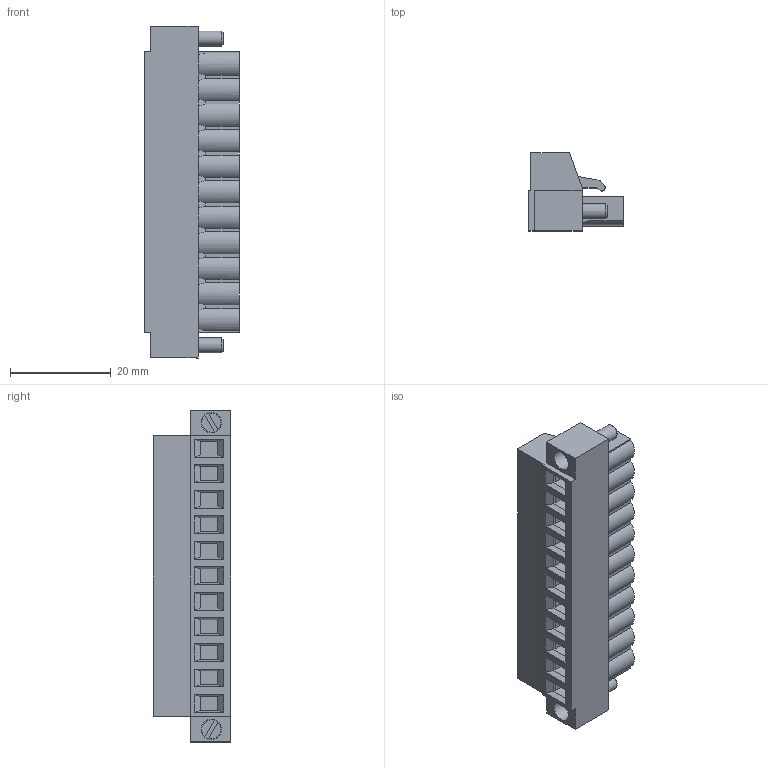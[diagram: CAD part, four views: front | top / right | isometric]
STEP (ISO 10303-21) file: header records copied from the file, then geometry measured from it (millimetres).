
FILE_DESCRIPTION( ( 'STEP AP214' ), '1' );
FILE_NAME( 'SH11-5,08-K.stp', ' ', ( ' ' ), ( ' ' ), 'PSStep 14.0', 'VISI 19.0', ' ' );
FILE_SCHEMA( ( 'AUTOMOTIVE_DESIGN { 1 0 10303 214 1 1 1 1 }' ) );
Length unit declared in the file: millimetre
Products named in the file (1): 1
Bounding box: 18.85 x 15.5 x 66.04 mm (x, y, z)
Volume: 10273.4 mm3; surface area: 7062.7 mm2
Topology: 1 solids, 1 shells, 440 faces, 1055 edges, 692 vertices
Faces by surface type: plane 331, cylinder 85, cone 24
Full cylindrical faces by diameter (mm): 1.6 x11, 2.6 x11, 2.85 x11, 3 x2, 3.8 x11, 4 x13
Entity records: 15413 total; most frequent: DIRECTION 2058, CARTESIAN_POINT 2015, ORIENTED_EDGE 1854, EDGE_CURVE 927, AXIS2_PLACEMENT_3D 690, LINE 678, VECTOR 678, VERTEX_POINT 647
